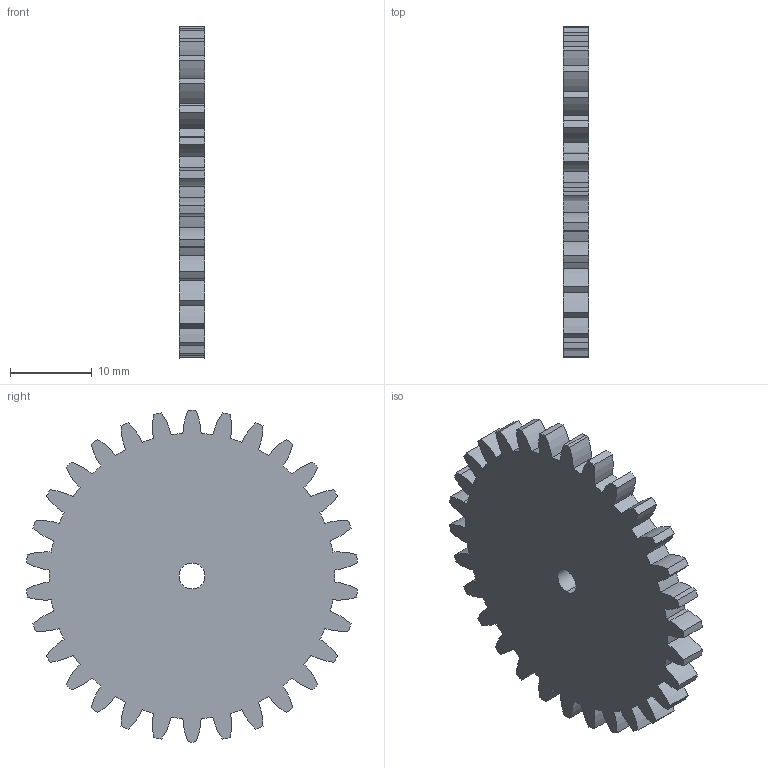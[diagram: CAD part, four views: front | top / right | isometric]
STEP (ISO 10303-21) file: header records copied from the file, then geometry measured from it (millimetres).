
FILE_DESCRIPTION (( 'STEP AP214' ), '1' );
FILE_NAME ('30T 20DP .125 Gear.STEP', '2024-12-12T23:41:10', ( '' ), ( '' ), 'SwSTEP 2.0', 'SolidWorks 2024', '' );
FILE_SCHEMA (( 'AUTOMOTIVE_DESIGN' ));
Length unit declared in the file: inch
Products named in the file (1): 30T 20DP .125 Gear
Bounding box: 3.17 x 40.51 x 40.64 mm (x, y, z)
Volume: 3505.7 mm3; surface area: 3031.5 mm2
Topology: 1 solids, 1 shells, 129 faces, 381 edges, 254 vertices
Faces by surface type: cylinder 127, plane 2
Entity records: 4500 total; most frequent: DIRECTION 895, CARTESIAN_POINT 765, ORIENTED_EDGE 762, AXIS2_PLACEMENT_3D 384, EDGE_CURVE 381, CIRCLE 254, VERTEX_POINT 254, EDGE_LOOP 131
